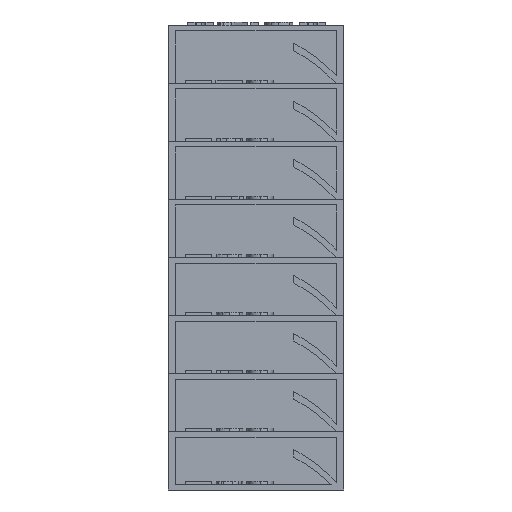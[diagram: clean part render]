
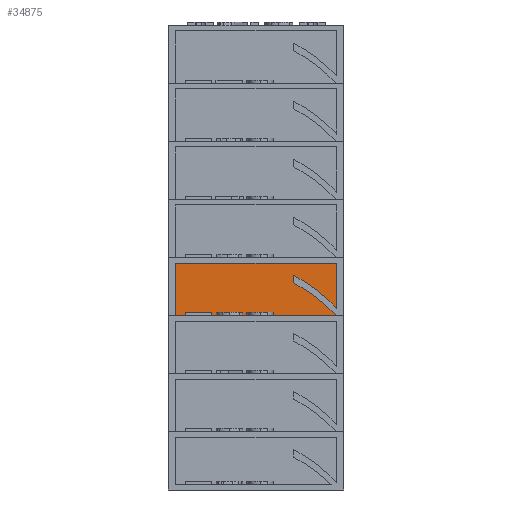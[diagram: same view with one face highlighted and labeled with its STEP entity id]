
A CAD part, front view. The second image highlights one B-rep face of the part: STEP entity #34875.
In plain terms, the highlighted planar face has unit normal (0, -1, 0).
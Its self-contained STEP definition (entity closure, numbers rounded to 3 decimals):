
#33932 = PLANE('',#33933);
#33933 = AXIS2_PLACEMENT_3D('',#33934,#33935,#33936);
#33934 = CARTESIAN_POINT('',(0.,2.331,29.7));
#33935 = DIRECTION('',(0.,0.,1.));
#33936 = DIRECTION('',(1.,0.,0.));
#34069 = VERTEX_POINT('',#34070);
#34070 = CARTESIAN_POINT('',(13.7,3.7,29.7));
#34084 = PLANE('',#34085);
#34085 = AXIS2_PLACEMENT_3D('',#34086,#34087,#34088);
#34086 = CARTESIAN_POINT('',(13.7,-5.,29.7));
#34087 = DIRECTION('',(-1.,0.,0.));
#34088 = DIRECTION('',(0.,1.,0.));
#34096 = EDGE_CURVE('',#34069,#34097,#34099,.T.);
#34097 = VERTEX_POINT('',#34098);
#34098 = CARTESIAN_POINT('',(-13.7,3.7,29.7));
#34099 = SURFACE_CURVE('',#34100,(#34104,#34111),.PCURVE_S1.);
#34100 = LINE('',#34101,#34102);
#34101 = CARTESIAN_POINT('',(13.7,3.7,29.7));
#34102 = VECTOR('',#34103,1.);
#34103 = DIRECTION('',(-1.,0.,0.));
#34104 = PCURVE('',#33932,#34105);
#34105 = DEFINITIONAL_REPRESENTATION('',(#34106),#34110);
#34106 = LINE('',#34107,#34108);
#34107 = CARTESIAN_POINT('',(13.7,1.369));
#34108 = VECTOR('',#34109,1.);
#34109 = DIRECTION('',(-1.,0.));
#34110 = ( GEOMETRIC_REPRESENTATION_CONTEXT(2) 
PARAMETRIC_REPRESENTATION_CONTEXT() REPRESENTATION_CONTEXT('2D SPACE',''
  ) );
#34111 = PCURVE('',#34112,#34117);
#34112 = PLANE('',#34113);
#34113 = AXIS2_PLACEMENT_3D('',#34114,#34115,#34116);
#34114 = CARTESIAN_POINT('',(13.7,3.7,29.7));
#34115 = DIRECTION('',(0.,-1.,0.));
#34116 = DIRECTION('',(-1.,0.,0.));
#34117 = DEFINITIONAL_REPRESENTATION('',(#34118),#34122);
#34118 = LINE('',#34119,#34120);
#34119 = CARTESIAN_POINT('',(0.,-0.));
#34120 = VECTOR('',#34121,1.);
#34121 = DIRECTION('',(1.,0.));
#34122 = ( GEOMETRIC_REPRESENTATION_CONTEXT(2) 
PARAMETRIC_REPRESENTATION_CONTEXT() REPRESENTATION_CONTEXT('2D SPACE',''
  ) );
#34140 = PLANE('',#34141);
#34141 = AXIS2_PLACEMENT_3D('',#34142,#34143,#34144);
#34142 = CARTESIAN_POINT('',(-13.7,3.7,29.7));
#34143 = DIRECTION('',(1.,0.,0.));
#34144 = DIRECTION('',(0.,-1.,0.));
#34425 = PLANE('',#34426);
#34426 = AXIS2_PLACEMENT_3D('',#34427,#34428,#34429);
#34427 = CARTESIAN_POINT('',(0.,0.,38.7));
#34428 = DIRECTION('',(0.,0.,1.));
#34429 = DIRECTION('',(1.,0.,0.));
#34832 = VERTEX_POINT('',#34833);
#34833 = CARTESIAN_POINT('',(13.7,3.7,38.7));
#34854 = EDGE_CURVE('',#34069,#34832,#34855,.T.);
#34855 = SURFACE_CURVE('',#34856,(#34860,#34867),.PCURVE_S1.);
#34856 = LINE('',#34857,#34858);
#34857 = CARTESIAN_POINT('',(13.7,3.7,29.7));
#34858 = VECTOR('',#34859,1.);
#34859 = DIRECTION('',(0.,0.,1.));
#34860 = PCURVE('',#34084,#34861);
#34861 = DEFINITIONAL_REPRESENTATION('',(#34862),#34866);
#34862 = LINE('',#34863,#34864);
#34863 = CARTESIAN_POINT('',(8.7,0.));
#34864 = VECTOR('',#34865,1.);
#34865 = DIRECTION('',(0.,-1.));
#34866 = ( GEOMETRIC_REPRESENTATION_CONTEXT(2) 
PARAMETRIC_REPRESENTATION_CONTEXT() REPRESENTATION_CONTEXT('2D SPACE',''
  ) );
#34867 = PCURVE('',#34112,#34868);
#34868 = DEFINITIONAL_REPRESENTATION('',(#34869),#34873);
#34869 = LINE('',#34870,#34871);
#34870 = CARTESIAN_POINT('',(0.,-0.));
#34871 = VECTOR('',#34872,1.);
#34872 = DIRECTION('',(0.,-1.));
#34873 = ( GEOMETRIC_REPRESENTATION_CONTEXT(2) 
PARAMETRIC_REPRESENTATION_CONTEXT() REPRESENTATION_CONTEXT('2D SPACE',''
  ) );
#34875 = ADVANCED_FACE('',(#34876),#34112,.T.);
#34876 = FACE_BOUND('',#34877,.T.);
#34877 = EDGE_LOOP('',(#34878,#34879,#34880,#34903));
#34878 = ORIENTED_EDGE('',*,*,#34096,.F.);
#34879 = ORIENTED_EDGE('',*,*,#34854,.T.);
#34880 = ORIENTED_EDGE('',*,*,#34881,.T.);
#34881 = EDGE_CURVE('',#34832,#34882,#34884,.T.);
#34882 = VERTEX_POINT('',#34883);
#34883 = CARTESIAN_POINT('',(-13.7,3.7,38.7));
#34884 = SURFACE_CURVE('',#34885,(#34889,#34896),.PCURVE_S1.);
#34885 = LINE('',#34886,#34887);
#34886 = CARTESIAN_POINT('',(6.85,3.7,38.7));
#34887 = VECTOR('',#34888,1.);
#34888 = DIRECTION('',(-1.,0.,0.));
#34889 = PCURVE('',#34112,#34890);
#34890 = DEFINITIONAL_REPRESENTATION('',(#34891),#34895);
#34891 = LINE('',#34892,#34893);
#34892 = CARTESIAN_POINT('',(6.85,-9.));
#34893 = VECTOR('',#34894,1.);
#34894 = DIRECTION('',(1.,0.));
#34895 = ( GEOMETRIC_REPRESENTATION_CONTEXT(2) 
PARAMETRIC_REPRESENTATION_CONTEXT() REPRESENTATION_CONTEXT('2D SPACE',''
  ) );
#34896 = PCURVE('',#34425,#34897);
#34897 = DEFINITIONAL_REPRESENTATION('',(#34898),#34902);
#34898 = LINE('',#34899,#34900);
#34899 = CARTESIAN_POINT('',(6.85,3.7));
#34900 = VECTOR('',#34901,1.);
#34901 = DIRECTION('',(-1.,0.));
#34902 = ( GEOMETRIC_REPRESENTATION_CONTEXT(2) 
PARAMETRIC_REPRESENTATION_CONTEXT() REPRESENTATION_CONTEXT('2D SPACE',''
  ) );
#34903 = ORIENTED_EDGE('',*,*,#34904,.F.);
#34904 = EDGE_CURVE('',#34097,#34882,#34905,.T.);
#34905 = SURFACE_CURVE('',#34906,(#34910,#34917),.PCURVE_S1.);
#34906 = LINE('',#34907,#34908);
#34907 = CARTESIAN_POINT('',(-13.7,3.7,29.7));
#34908 = VECTOR('',#34909,1.);
#34909 = DIRECTION('',(0.,0.,1.));
#34910 = PCURVE('',#34112,#34911);
#34911 = DEFINITIONAL_REPRESENTATION('',(#34912),#34916);
#34912 = LINE('',#34913,#34914);
#34913 = CARTESIAN_POINT('',(27.4,0.));
#34914 = VECTOR('',#34915,1.);
#34915 = DIRECTION('',(0.,-1.));
#34916 = ( GEOMETRIC_REPRESENTATION_CONTEXT(2) 
PARAMETRIC_REPRESENTATION_CONTEXT() REPRESENTATION_CONTEXT('2D SPACE',''
  ) );
#34917 = PCURVE('',#34140,#34918);
#34918 = DEFINITIONAL_REPRESENTATION('',(#34919),#34923);
#34919 = LINE('',#34920,#34921);
#34920 = CARTESIAN_POINT('',(0.,0.));
#34921 = VECTOR('',#34922,1.);
#34922 = DIRECTION('',(0.,-1.));
#34923 = ( GEOMETRIC_REPRESENTATION_CONTEXT(2) 
PARAMETRIC_REPRESENTATION_CONTEXT() REPRESENTATION_CONTEXT('2D SPACE',''
  ) );
